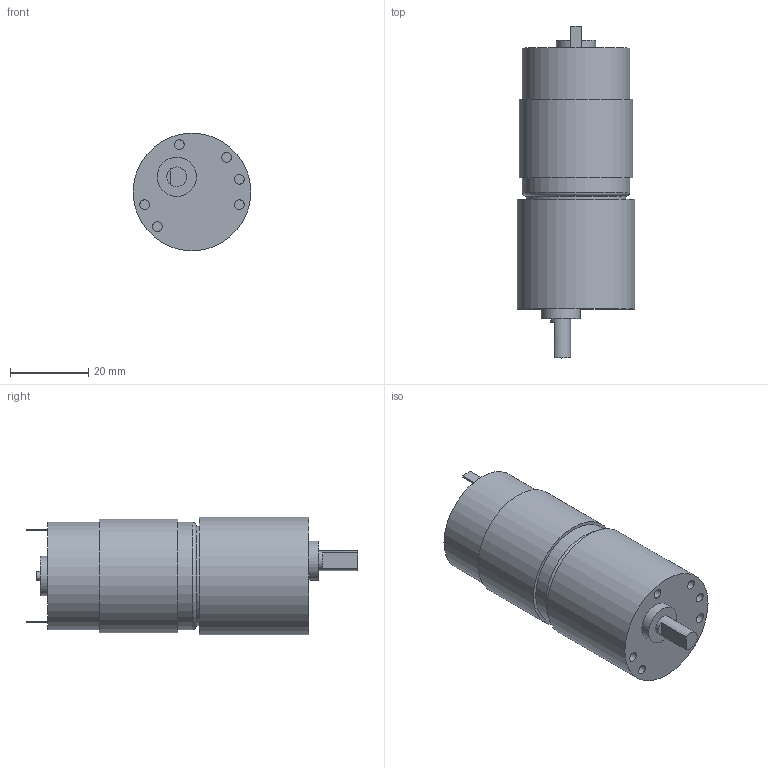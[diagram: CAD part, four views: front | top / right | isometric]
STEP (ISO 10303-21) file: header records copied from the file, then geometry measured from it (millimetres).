
FILE_DESCRIPTION( ( 'Unknown' ), '1' );
FILE_NAME( 'SD3039-120--500-BF.stp', 'Unknown', ( 'Unknown' ), ( 'Unknown' ), 'PSStep 17.0.49', 'Unknown', ' ' );
FILE_SCHEMA( ( 'AUTOMOTIVE_DESIGN { 1 0 10303 214 1 1 1 1 }' ) );
Length unit declared in the file: millimetre
Products named in the file (1): 1
Bounding box: 30 x 84.7 x 30 mm (x, y, z)
Volume: 44284.2 mm3; surface area: 8344.5 mm2
Topology: 1 solids, 1 shells, 43 faces, 76 edges, 50 vertices
Faces by surface type: plane 27, cylinder 15, torus 1
Full cylindrical faces by diameter (mm): 2.3 x1, 2.459 x6, 5 x1, 10 x2, 25.4 x1, 27.4 x2, 29 x1, 30 x1
Entity records: 1316 total; most frequent: DIRECTION 178, CARTESIAN_POINT 152, ORIENTED_EDGE 118, AXIS2_PLACEMENT_3D 75, EDGE_LOOP 74, FACE_OUTER_BOUND 59, EDGE_CURVE 59, VERTEX_POINT 49
